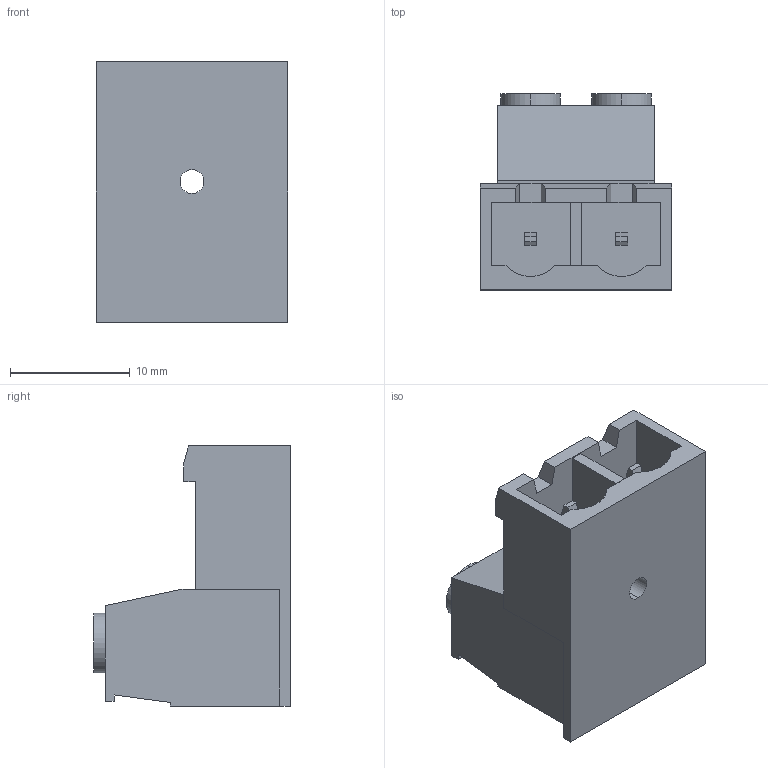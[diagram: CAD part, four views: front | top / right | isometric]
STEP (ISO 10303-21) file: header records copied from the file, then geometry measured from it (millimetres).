
FILE_DESCRIPTION (( 'STEP AP203' ), '1' );
FILE_NAME ('SOKETLI KABLO BIRLESIRICI KLEMENS - 7,62 MM KABLO BIRLESTIRICI ERKEK - 2 LI.STEP', '2018-09-28T11:51:34', ( 'user' ), ( '' ), 'SwSTEP 2.0', 'SolidWorks 2016', '' );
FILE_SCHEMA (( 'CONFIG_CONTROL_DESIGN' ));
Length unit declared in the file: millimetre
Products named in the file (1): SOKETLI KABLO BIRLESIRICI KLEMENS  - 7,62 MM  KABLO BIRLESTIRICI ERKEK - 2 LI
Bounding box: 15.98 x 16.4 x 21.75 mm (x, y, z)
Volume: 2634.5 mm3; surface area: 2435.4 mm2
Topology: 1 solids, 1 shells, 100 faces, 262 edges, 174 vertices
Faces by surface type: plane 88, cylinder 12
Entity records: 3123 total; most frequent: CARTESIAN_POINT 537, ORIENTED_EDGE 524, DIRECTION 496, EDGE_CURVE 262, LINE 230, VECTOR 230, VERTEX_POINT 174, AXIS2_PLACEMENT_3D 133
